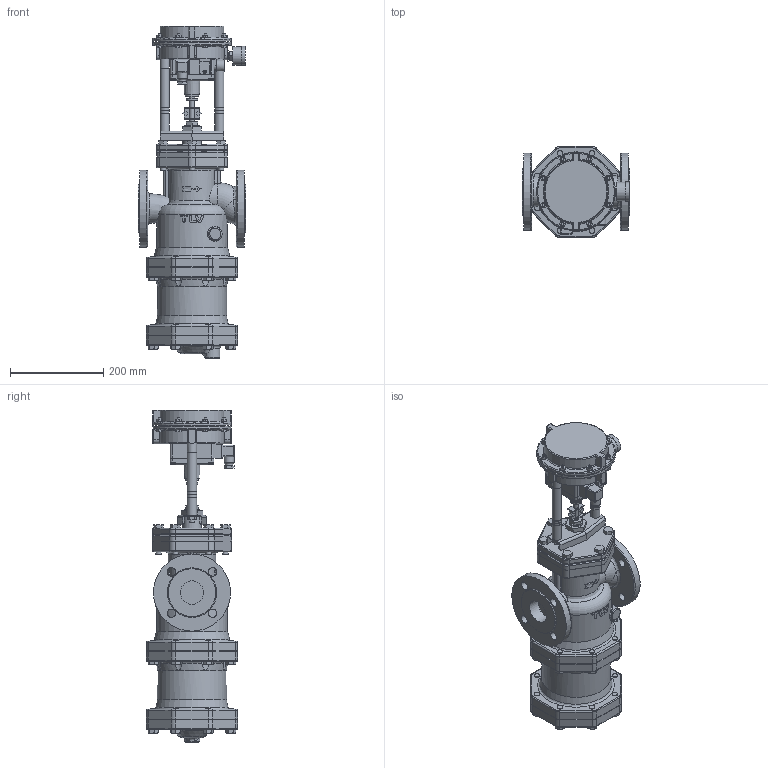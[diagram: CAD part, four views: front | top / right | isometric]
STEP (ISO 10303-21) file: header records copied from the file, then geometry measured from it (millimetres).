
FILE_DESCRIPTION((''),'2;1');
FILE_NAME('cvcs0-050-e0025-00.stp','2009-09-29T11:23:17',('asada'),(''),'Autodesk Inventor 2008','Autodesk Inventor 2008','');
FILE_SCHEMA(('AUTOMOTIVE_DESIGN { 1 0 10303 214 1 1 1 1 }'));
Length unit declared in the file: millimetre
Products named in the file (1): cvcs0-050-e0025-00
Bounding box: 230 x 195 x 711 mm (x, y, z)
Volume: 11112003.5 mm3; surface area: 761768.9 mm2
Topology: 1 solids, 1 shells, 1506 faces, 3666 edges, 2281 vertices
Faces by surface type: plane 753, cylinder 352, bspline 210, cone 108, torus 75, sphere 8
Full cylindrical faces by diameter (mm): 6 x8, 7 x1, 8 x4, 10 x4, 11 x1, 11.3 x8, 12 x50, 12.034 x1, 13.037 x1, 16 x1, 19 x3, 20 x5, 21 x1, 21.309 x1, 24 x1, 25 x1, 28 x1, 30 x1, 40 x2, 41 x1, 50 x2, 58.593 x1, 96.23 x1, 102 x2, 120 x1, 126.712 x1, 148 x1, 150 x2, 152 x1, 165 x2
Entity records: 65142 total; most frequent: CARTESIAN_POINT 31897, ORIENTED_EDGE 6840, DIRECTION 6625, EDGE_CURVE 3420, AXIS2_PLACEMENT_3D 2447, VERTEX_POINT 2221, EDGE_LOOP 1889, VECTOR 1731
